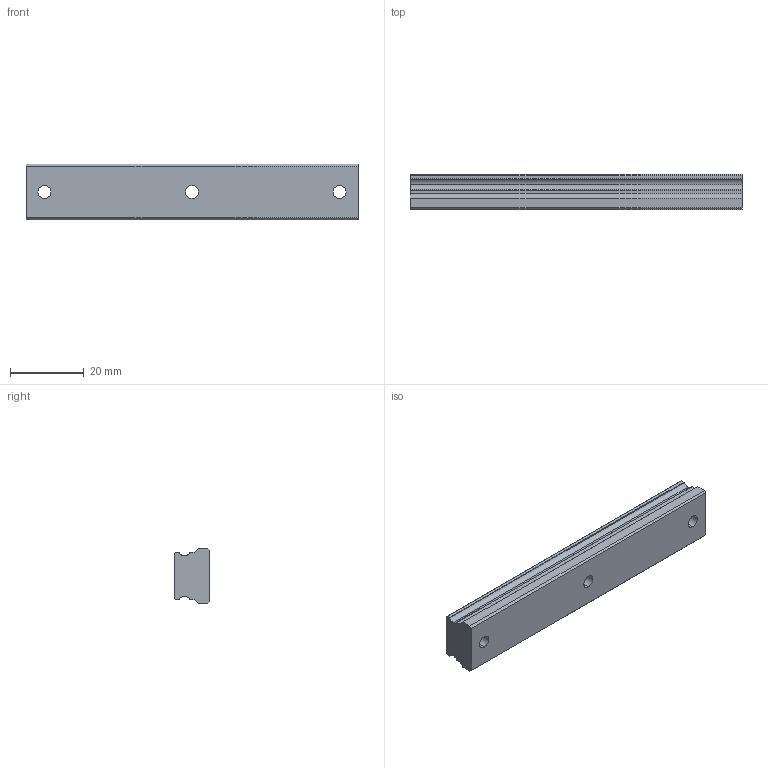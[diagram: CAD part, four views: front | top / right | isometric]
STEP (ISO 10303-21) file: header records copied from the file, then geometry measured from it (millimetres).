
FILE_DESCRIPTION (( 'STEP AP214' ), '1' );
FILE_NAME ('SRS15MSS-90LM_G5_0_0_0_0_0_1.STEP', '2021-08-11T10:28:40', ( '' ), ( '' ), 'SwSTEP 2.0', 'SolidWorks 2021', '' );
FILE_SCHEMA (( 'AUTOMOTIVE_DESIGN' ));
Length unit declared in the file: millimetre
Products named in the file (2): SRS15MSS-90LM_G5_0_0_0_0_0_1; _SRS15M905 Track
Assembly tree (1 placements, depth 2):
  SRS15MSS-90LM_G5_0_0_0_0_0_1
    _SRS15M905 Track
Bounding box: 90 x 9.5 x 15 mm (x, y, z)
Volume: 10775.7 mm3; surface area: 4941.9 mm2
Topology: 1 solids, 1 shells, 38 faces, 99 edges, 66 vertices
Faces by surface type: cylinder 19, plane 19
Entity records: 1259 total; most frequent: DIRECTION 221, CARTESIAN_POINT 207, ORIENTED_EDGE 198, EDGE_CURVE 99, AXIS2_PLACEMENT_3D 80, VERTEX_POINT 66, LINE 61, VECTOR 61
